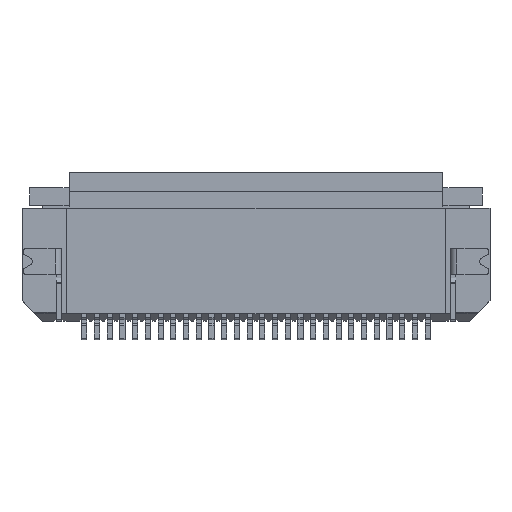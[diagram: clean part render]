
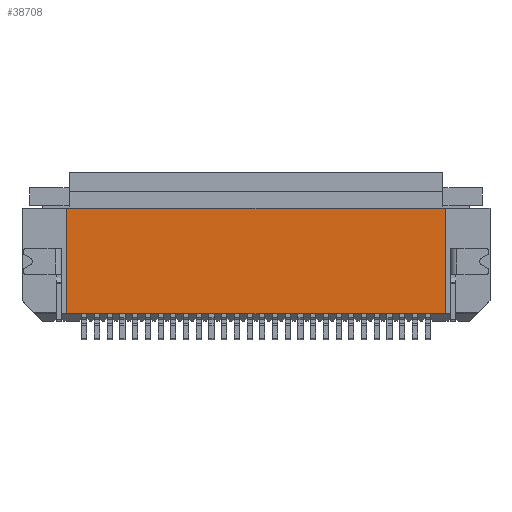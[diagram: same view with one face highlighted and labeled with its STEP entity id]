
A CAD part, front view. The second image highlights one B-rep face of the part: STEP entity #38708.
In plain terms, the highlighted planar face has unit normal (0, -1, 0).
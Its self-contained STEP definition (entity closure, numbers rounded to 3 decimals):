
#1=DIRECTION('',(0.,0.,1.));
#2=VECTOR('',#1,4.15);
#3=CARTESIAN_POINT('',(7.45,0.,0.3));
#4=LINE('',#3,#2);
#13=DIRECTION('',(1.,0.,0.));
#14=VECTOR('',#13,14.9);
#15=CARTESIAN_POINT('',(-7.45,0.,4.45));
#16=LINE('',#15,#14);
#605=DIRECTION('',(1.,0.,0.));
#606=VECTOR('',#605,14.9);
#607=CARTESIAN_POINT('',(-7.45,0.,0.3));
#608=LINE('',#607,#606);
#25120=DIRECTION('',(0.,0.,-1.));
#25121=VECTOR('',#25120,4.15);
#25122=CARTESIAN_POINT('',(-7.45,0.,4.45));
#25123=LINE('',#25122,#25121);
#34957=CARTESIAN_POINT('',(7.45,0.,0.3));
#34958=CARTESIAN_POINT('',(7.45,0.,4.45));
#34959=VERTEX_POINT('',#34957);
#34960=VERTEX_POINT('',#34958);
#34961=CARTESIAN_POINT('',(-7.45,0.,4.45));
#34962=VERTEX_POINT('',#34961);
#34963=CARTESIAN_POINT('',(-7.45,0.,0.3));
#34964=VERTEX_POINT('',#34963);
#38693=CARTESIAN_POINT('',(0.,0.,2.375));
#38694=DIRECTION('',(0.,1.,0.));
#38695=DIRECTION('',(1.,0.,0.));
#38696=AXIS2_PLACEMENT_3D('',#38693,#38694,#38695);
#38697=PLANE('',#38696);
#38699=ORIENTED_EDGE('',*,*,#38698,.F.);
#38701=ORIENTED_EDGE('',*,*,#38700,.F.);
#38703=ORIENTED_EDGE('',*,*,#38702,.F.);
#38705=ORIENTED_EDGE('',*,*,#38704,.T.);
#38706=EDGE_LOOP('',(#38699,#38701,#38703,#38705));
#38707=FACE_OUTER_BOUND('',#38706,.F.);
#38698=EDGE_CURVE('',#34959,#34960,#4,.T.);
#38700=EDGE_CURVE('',#34964,#34959,#608,.T.);
#38702=EDGE_CURVE('',#34962,#34964,#25123,.T.);
#38704=EDGE_CURVE('',#34962,#34960,#16,.T.);
#38708=ADVANCED_FACE('',(#38707),#38697,.F.);
